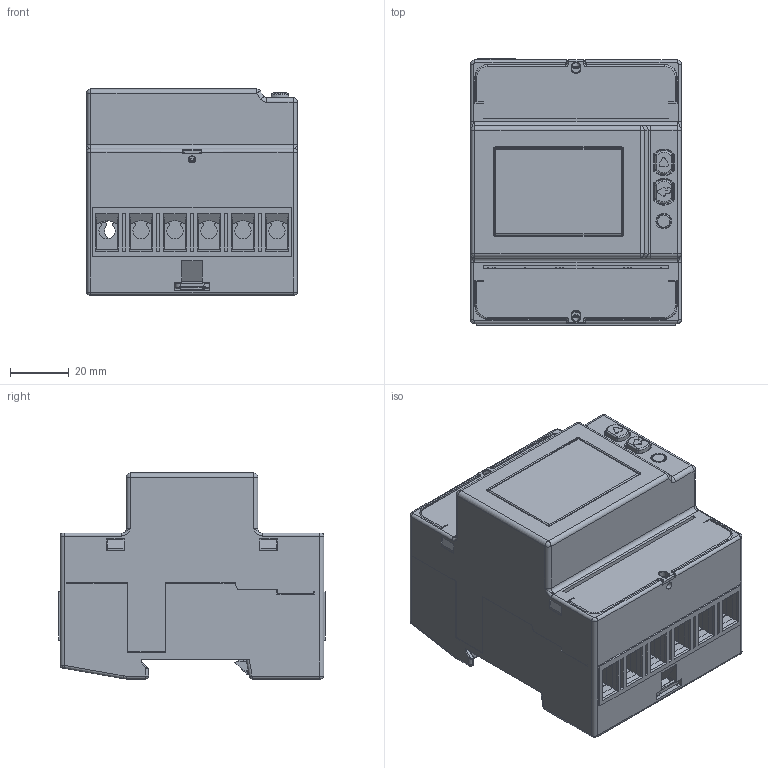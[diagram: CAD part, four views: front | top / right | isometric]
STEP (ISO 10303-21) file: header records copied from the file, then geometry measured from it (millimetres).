
FILE_DESCRIPTION((' '),'2;1');
FILE_NAME('EC_3ph_80A_ETH_external.stp','2017-11-16T09:19:55',(' '),(' '),' ','ACIS',' ');
FILE_SCHEMA(('CONFIG_CONTROL_DESIGN'));
Length unit declared in the file: millimetre
Products named in the file (1): EC_3ph_80A_ETH_external.stp
Bounding box: 72 x 91 x 70.3 mm (x, y, z)
Volume: 95639.6 mm3; surface area: 114408.7 mm2
Topology: 4 solids, 6 shells, 2914 faces, 8093 edges, 5224 vertices
Faces by surface type: plane 2102, cylinder 575, torus 95, bspline 68, cone 38, sphere 36
Full cylindrical faces by diameter (mm): 1 x4, 1.5 x4, 2 x3, 2.3 x1, 2.4 x2, 2.6 x1, 2.8 x2, 3 x5, 3.5 x1, 4 x1, 4.5 x7, 5 x1, 6.7 x7, 7 x8, 7.7 x7, 9.7 x12
Entity records: 97793 total; most frequent: CARTESIAN_POINT 22941, ORIENTED_EDGE 15832, DIRECTION 14889, EDGE_CURVE 7916, VECTOR 6357, LINE 6357, VERTEX_POINT 5183, AXIS2_PLACEMENT_3D 4266
